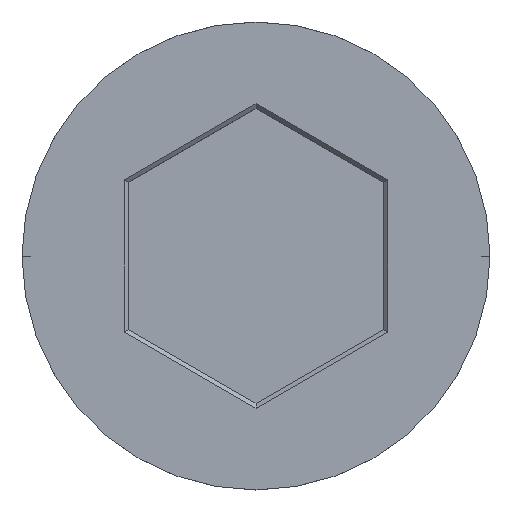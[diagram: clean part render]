
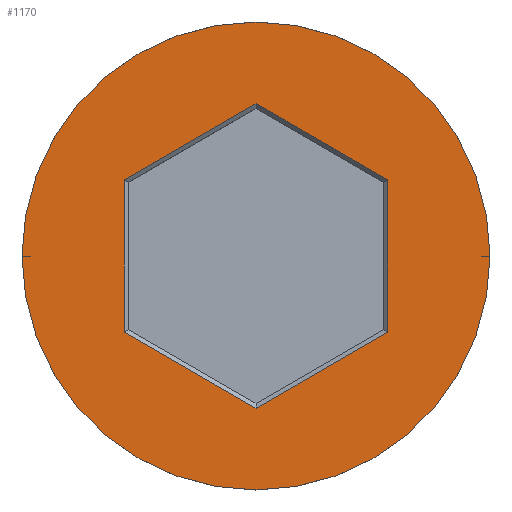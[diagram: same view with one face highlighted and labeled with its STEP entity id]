
A CAD part, top view. The second image highlights one B-rep face of the part: STEP entity #1170.
In plain terms, the highlighted planar face has unit normal (0, 0, 1).
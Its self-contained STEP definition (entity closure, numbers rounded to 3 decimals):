
#3 = LINE ( 'NONE', #113, #1001 ) ;
#30 = LINE ( 'NONE', #1274, #1522 ) ;
#55 = EDGE_CURVE ( 'NONE', #562, #101, #30, .T. ) ;
#63 = CARTESIAN_POINT ( 'NONE',  ( -5.5, 0., 0. ) ) ;
#98 = VERTEX_POINT ( 'NONE', #63 ) ;
#101 = VERTEX_POINT ( 'NONE', #566 ) ;
#105 = AXIS2_PLACEMENT_3D ( 'NONE', #672, #1070, #1319 ) ;
#113 = CARTESIAN_POINT ( 'NONE',  ( 3.05, 1.819, 0. ) ) ;
#125 = CARTESIAN_POINT ( 'NONE',  ( 5.5, 0., 0. ) ) ;
#130 = DIRECTION ( 'NONE',  ( 1., 0., 0. ) ) ;
#164 = DIRECTION ( 'NONE',  ( -0.866, -0.5, 0. ) ) ;
#178 = VERTEX_POINT ( 'NONE', #125 ) ;
#195 = LINE ( 'NONE', #1527, #1032 ) ;
#233 = CARTESIAN_POINT ( 'NONE',  ( 0., 3.58, 0. ) ) ;
#236 = PLANE ( 'NONE',  #1439 ) ;
#247 = ORIENTED_EDGE ( 'NONE', *, *, #957, .T. ) ;
#258 = DIRECTION ( 'NONE',  ( 0., 0., 1. ) ) ;
#316 = ORIENTED_EDGE ( 'NONE', *, *, #1475, .T. ) ;
#339 = DIRECTION ( 'NONE',  ( 0.866, 0.5, 0. ) ) ;
#342 = DIRECTION ( 'NONE',  ( 0., 0., 1. ) ) ;
#343 = EDGE_LOOP ( 'NONE', ( #458, #579 ) ) ;
#386 = VECTOR ( 'NONE', #339, 1000. ) ;
#458 = ORIENTED_EDGE ( 'NONE', *, *, #632, .T. ) ;
#479 = EDGE_CURVE ( 'NONE', #1124, #562, #792, .T. ) ;
#499 = CARTESIAN_POINT ( 'NONE',  ( 0., -3.58, 0. ) ) ;
#531 = DIRECTION ( 'NONE',  ( 0., 1., 0. ) ) ;
#544 = ORIENTED_EDGE ( 'NONE', *, *, #55, .T. ) ;
#562 = VERTEX_POINT ( 'NONE', #1218 ) ;
#566 = CARTESIAN_POINT ( 'NONE',  ( -3.1, 1.79, 0. ) ) ;
#577 = EDGE_CURVE ( 'NONE', #1154, #1017, #1474, .T. ) ;
#579 = ORIENTED_EDGE ( 'NONE', *, *, #1343, .T. ) ;
#600 = ORIENTED_EDGE ( 'NONE', *, *, #1069, .T. ) ;
#612 = LINE ( 'NONE', #1233, #386 ) ;
#617 = AXIS2_PLACEMENT_3D ( 'NONE', #1374, #258, #130 ) ;
#632 = EDGE_CURVE ( 'NONE', #178, #98, #716, .T. ) ;
#672 = CARTESIAN_POINT ( 'NONE',  ( 0., 0., 0. ) ) ;
#674 = CARTESIAN_POINT ( 'NONE',  ( -3.05, -1.819, 0. ) ) ;
#716 = CIRCLE ( 'NONE', #617, 5.5 ) ;
#722 = DIRECTION ( 'NONE',  ( 0., -1., 0. ) ) ;
#792 = LINE ( 'NONE', #674, #1484 ) ;
#830 = DIRECTION ( 'NONE',  ( 1., 0., 0. ) ) ;
#849 = FACE_OUTER_BOUND ( 'NONE', #343, .T. ) ;
#854 = DIRECTION ( 'NONE',  ( 0.866, -0.5, 0. ) ) ;
#870 = VERTEX_POINT ( 'NONE', #233 ) ;
#957 = EDGE_CURVE ( 'NONE', #1017, #1124, #195, .T. ) ;
#1001 = VECTOR ( 'NONE', #854, 1000. ) ;
#1004 = CIRCLE ( 'NONE', #105, 5.5 ) ;
#1017 = VERTEX_POINT ( 'NONE', #1403 ) ;
#1032 = VECTOR ( 'NONE', #164, 1000. ) ;
#1069 = EDGE_CURVE ( 'NONE', #870, #1154, #3, .T. ) ;
#1070 = DIRECTION ( 'NONE',  ( 0., 0., 1. ) ) ;
#1072 = DIRECTION ( 'NONE',  ( -0.866, 0.5, 0. ) ) ;
#1119 = CARTESIAN_POINT ( 'NONE',  ( 3.1, 1.79, 0. ) ) ;
#1124 = VERTEX_POINT ( 'NONE', #499 ) ;
#1154 = VERTEX_POINT ( 'NONE', #1119 ) ;
#1170 = ADVANCED_FACE ( 'NONE', ( #1473, #849 ), #236, .T. ) ;
#1184 = EDGE_LOOP ( 'NONE', ( #544, #316, #600, #1301, #247, #1253 ) ) ;
#1218 = CARTESIAN_POINT ( 'NONE',  ( -3.1, -1.79, 0. ) ) ;
#1233 = CARTESIAN_POINT ( 'NONE',  ( -0.05, 3.551, 0. ) ) ;
#1235 = CARTESIAN_POINT ( 'NONE',  ( 0., 0., 0. ) ) ;
#1253 = ORIENTED_EDGE ( 'NONE', *, *, #479, .T. ) ;
#1274 = CARTESIAN_POINT ( 'NONE',  ( -3.1, 1.732, 0. ) ) ;
#1301 = ORIENTED_EDGE ( 'NONE', *, *, #577, .T. ) ;
#1318 = VECTOR ( 'NONE', #722, 1000. ) ;
#1319 = DIRECTION ( 'NONE',  ( 1., 0., 0. ) ) ;
#1343 = EDGE_CURVE ( 'NONE', #98, #178, #1004, .T. ) ;
#1351 = CARTESIAN_POINT ( 'NONE',  ( 3.1, -1.732, 0. ) ) ;
#1374 = CARTESIAN_POINT ( 'NONE',  ( 0., 0., 0. ) ) ;
#1403 = CARTESIAN_POINT ( 'NONE',  ( 3.1, -1.79, 0. ) ) ;
#1439 = AXIS2_PLACEMENT_3D ( 'NONE', #1235, #342, #830 ) ;
#1473 = FACE_BOUND ( 'NONE', #1184, .T. ) ;
#1474 = LINE ( 'NONE', #1351, #1318 ) ;
#1475 = EDGE_CURVE ( 'NONE', #101, #870, #612, .T. ) ;
#1484 = VECTOR ( 'NONE', #1072, 1000. ) ;
#1522 = VECTOR ( 'NONE', #531, 1000. ) ;
#1527 = CARTESIAN_POINT ( 'NONE',  ( 0.05, -3.551, 0. ) ) ;
